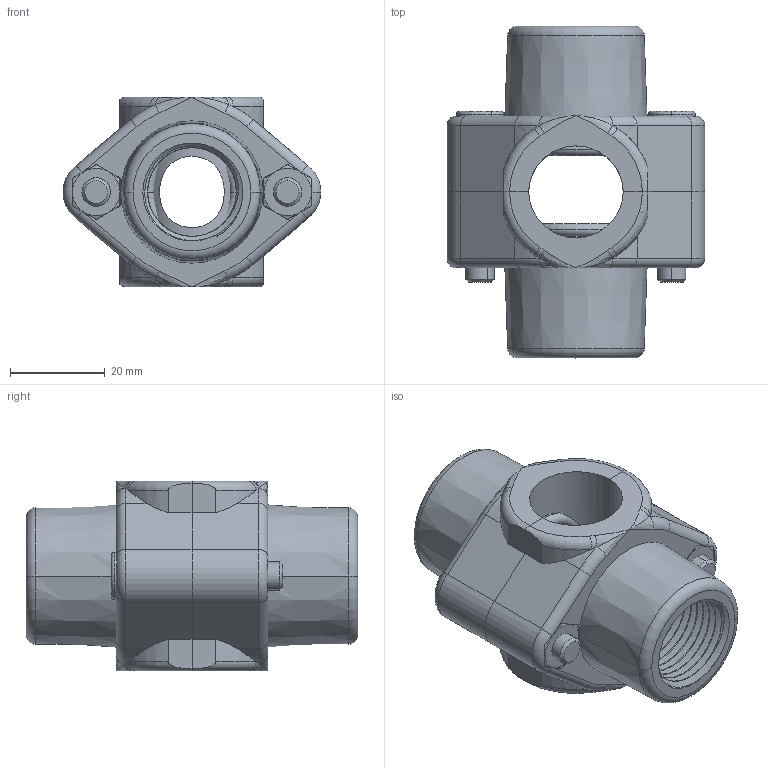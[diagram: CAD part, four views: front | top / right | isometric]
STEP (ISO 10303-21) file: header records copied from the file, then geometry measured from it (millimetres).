
FILE_DESCRIPTION (( 'STEP AP203' ), '1' );
FILE_NAME ('ML215.020.012.STEP', '2016-10-21T13:13:27', ( 'Utente' ), ( '' ), 'SwSTEP 2.0', 'SolidWorks 2016', '' );
FILE_SCHEMA (( 'CONFIG_CONTROL_DESIGN' ));
Length unit declared in the file: millimetre
Products named in the file (1): ML215.020.012
Bounding box: 54.37 x 70 x 40 mm (x, y, z)
Surface area: 19285.1 mm2 (no closed solid volume)
Topology: 0 solids, 10 shells, 243 faces, 660 edges, 406 vertices
Faces by surface type: cylinder 77, plane 72, torus 38, bspline 30, cone 26
Entity records: 14706 total; most frequent: CARTESIAN_POINT 9190, ORIENTED_EDGE 1170, DIRECTION 1036, EDGE_CURVE 644, VERTEX_POINT 406, AXIS2_PLACEMENT_3D 392, EDGE_LOOP 254, LINE 252
